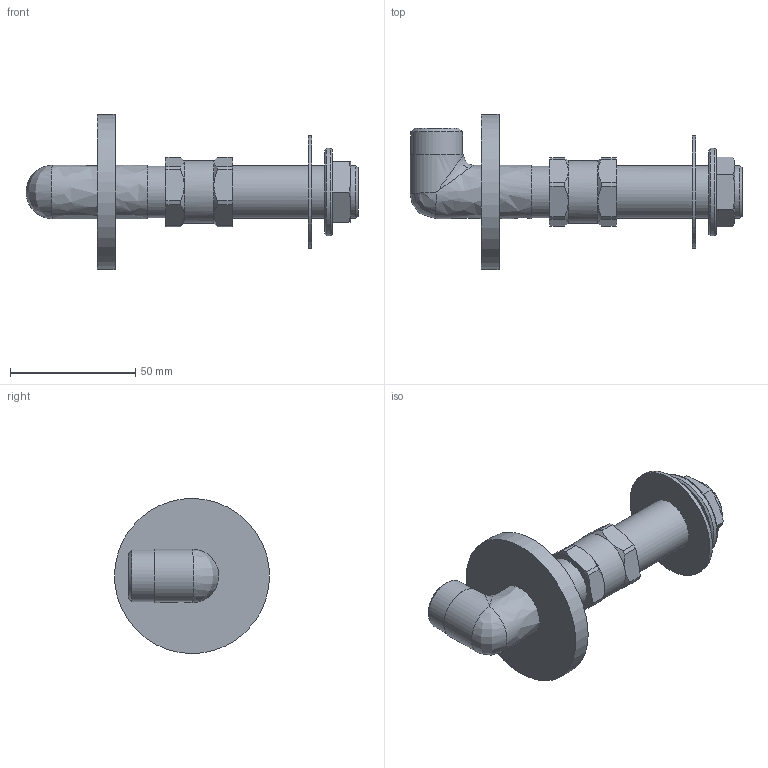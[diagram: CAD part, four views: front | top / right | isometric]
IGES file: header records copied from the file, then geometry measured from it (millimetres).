
Global section: file name: V958; native system: Autodesk Inventor 2018; preprocessor: unknown; author: adaniels; date: 20190708.112453; units: millimetre
Bounding box: 132.34 x 61.8 x 61.79 mm (x, y, z)
Volume: 43343.7 mm3; surface area: 34436.2 mm2
Topology: 6 solids, 6 shells, 125 faces, 322 edges, 210 vertices
Faces by surface type: bspline 125
